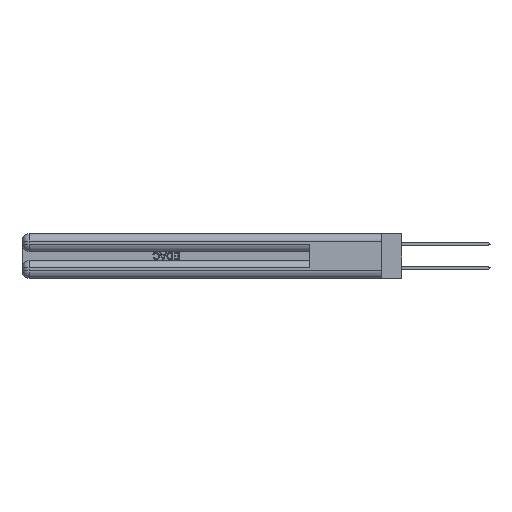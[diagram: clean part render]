
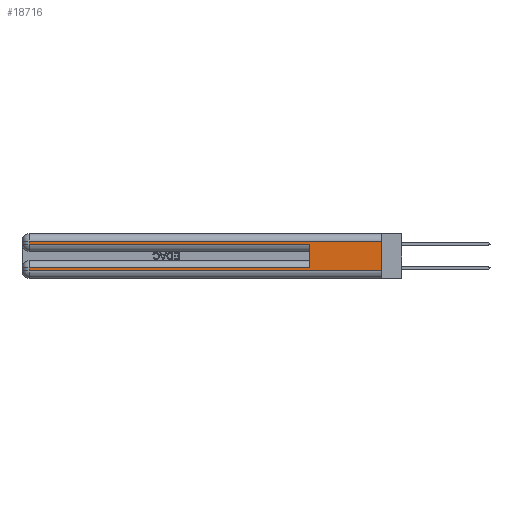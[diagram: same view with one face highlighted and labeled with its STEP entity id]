
A CAD part, left-side view. The second image highlights one B-rep face of the part: STEP entity #18716.
In plain terms, the highlighted planar face has unit normal (-1, 0, 0).
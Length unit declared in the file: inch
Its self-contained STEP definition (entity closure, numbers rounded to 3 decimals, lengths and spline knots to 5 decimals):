
#1070 = DIRECTION ( 'NONE',  ( 0., 1., 0. ) ) ;
#1159 = EDGE_CURVE ( 'NONE', #38592, #38873, #41953, .T. ) ;
#1210 = ORIENTED_EDGE ( 'NONE', *, *, #20504, .F. ) ;
#1548 = AXIS2_PLACEMENT_3D ( 'NONE', #32226, #29018, #8929 ) ;
#3165 = CARTESIAN_POINT ( 'NONE',  ( 0., 2.94, 0.285 ) ) ;
#3757 = VECTOR ( 'NONE', #11715, 39.37008 ) ;
#4245 = EDGE_LOOP ( 'NONE', ( #13974, #40455, #24935, #8119, #1210, #19235, #36865, #13462 ) ) ;
#6490 = VECTOR ( 'NONE', #37922, 39.37008 ) ;
#6975 = VERTEX_POINT ( 'NONE', #16576 ) ;
#8119 = ORIENTED_EDGE ( 'NONE', *, *, #25996, .T. ) ;
#8195 = LINE ( 'NONE', #40076, #16166 ) ;
#8929 = DIRECTION ( 'NONE',  ( 0., 0., -1. ) ) ;
#10504 = VECTOR ( 'NONE', #32383, 39.37008 ) ;
#10941 = VECTOR ( 'NONE', #33178, 39.37008 ) ;
#11229 = CARTESIAN_POINT ( 'NONE',  ( 0., 2.94, 0.37 ) ) ;
#11301 = VECTOR ( 'NONE', #15463, 39.37008 ) ;
#11715 = DIRECTION ( 'NONE',  ( 0., -1., 0. ) ) ;
#13462 = ORIENTED_EDGE ( 'NONE', *, *, #24098, .T. ) ;
#13897 = LINE ( 'NONE', #15183, #3757 ) ;
#13974 = ORIENTED_EDGE ( 'NONE', *, *, #39281, .F. ) ;
#14303 = VERTEX_POINT ( 'NONE', #32546 ) ;
#15183 = CARTESIAN_POINT ( 'NONE',  ( 0., 0., 0.285 ) ) ;
#15463 = DIRECTION ( 'NONE',  ( 0., 0., 1. ) ) ;
#15491 = VECTOR ( 'NONE', #1070, 39.37008 ) ;
#15634 = VERTEX_POINT ( 'NONE', #30306 ) ;
#16166 = VECTOR ( 'NONE', #23454, 39.37008 ) ;
#16576 = CARTESIAN_POINT ( 'NONE',  ( 0., 0.6, 0.285 ) ) ;
#17700 = EDGE_CURVE ( 'NONE', #38873, #38550, #28792, .T. ) ;
#18253 = LINE ( 'NONE', #28991, #11301 ) ;
#18716 = ADVANCED_FACE ( 'NONE', ( #41676 ), #38823, .F. ) ;
#19235 = ORIENTED_EDGE ( 'NONE', *, *, #27408, .T. ) ;
#19542 = LINE ( 'NONE', #25689, #10504 ) ;
#20171 = CARTESIAN_POINT ( 'NONE',  ( 0., 0., 0.37 ) ) ;
#20371 = CARTESIAN_POINT ( 'NONE',  ( 0., 0., 0.31 ) ) ;
#20504 = EDGE_CURVE ( 'NONE', #36700, #6975, #18253, .T. ) ;
#21363 = CARTESIAN_POINT ( 'NONE',  ( 0., 0., 0.31 ) ) ;
#23454 = DIRECTION ( 'NONE',  ( 0., -1., 0. ) ) ;
#23517 = VERTEX_POINT ( 'NONE', #24079 ) ;
#24079 = CARTESIAN_POINT ( 'NONE',  ( 0., 0., 0.06 ) ) ;
#24098 = EDGE_CURVE ( 'NONE', #15634, #23517, #8195, .T. ) ;
#24935 = ORIENTED_EDGE ( 'NONE', *, *, #17700, .T. ) ;
#25689 = CARTESIAN_POINT ( 'NONE',  ( 0., 0., 0.085 ) ) ;
#25996 = EDGE_CURVE ( 'NONE', #38550, #6975, #13897, .T. ) ;
#26682 = DIRECTION ( 'NONE',  ( 0., 0., -1. ) ) ;
#27408 = EDGE_CURVE ( 'NONE', #36700, #14303, #19542, .T. ) ;
#28792 = LINE ( 'NONE', #33025, #10941 ) ;
#28991 = CARTESIAN_POINT ( 'NONE',  ( 0., 0.6, 0.145 ) ) ;
#29018 = DIRECTION ( 'NONE',  ( 1., 0., 0. ) ) ;
#30306 = CARTESIAN_POINT ( 'NONE',  ( 0., 2.94, 0.06 ) ) ;
#31800 = CARTESIAN_POINT ( 'NONE',  ( 0., 2.94, 0.31 ) ) ;
#32226 = CARTESIAN_POINT ( 'NONE',  ( 0., 0., 0.37 ) ) ;
#32383 = DIRECTION ( 'NONE',  ( 0., 1., 0. ) ) ;
#32546 = CARTESIAN_POINT ( 'NONE',  ( 0., 2.94, 0.085 ) ) ;
#33025 = CARTESIAN_POINT ( 'NONE',  ( 0., 2.94, 0.37 ) ) ;
#33178 = DIRECTION ( 'NONE',  ( 0., 0., -1. ) ) ;
#33598 = LINE ( 'NONE', #20171, #40284 ) ;
#34245 = LINE ( 'NONE', #11229, #6490 ) ;
#36700 = VERTEX_POINT ( 'NONE', #37056 ) ;
#36865 = ORIENTED_EDGE ( 'NONE', *, *, #37664, .T. ) ;
#37056 = CARTESIAN_POINT ( 'NONE',  ( 0., 0.6, 0.085 ) ) ;
#37664 = EDGE_CURVE ( 'NONE', #14303, #15634, #34245, .T. ) ;
#37922 = DIRECTION ( 'NONE',  ( 0., 0., -1. ) ) ;
#38550 = VERTEX_POINT ( 'NONE', #3165 ) ;
#38592 = VERTEX_POINT ( 'NONE', #20371 ) ;
#38823 = PLANE ( 'NONE',  #1548 ) ;
#38873 = VERTEX_POINT ( 'NONE', #31800 ) ;
#39281 = EDGE_CURVE ( 'NONE', #38592, #23517, #33598, .T. ) ;
#40076 = CARTESIAN_POINT ( 'NONE',  ( 0., 0., 0.06 ) ) ;
#40284 = VECTOR ( 'NONE', #26682, 39.37008 ) ;
#40455 = ORIENTED_EDGE ( 'NONE', *, *, #1159, .T. ) ;
#41676 = FACE_OUTER_BOUND ( 'NONE', #4245, .T. ) ;
#41953 = LINE ( 'NONE', #21363, #15491 ) ;
